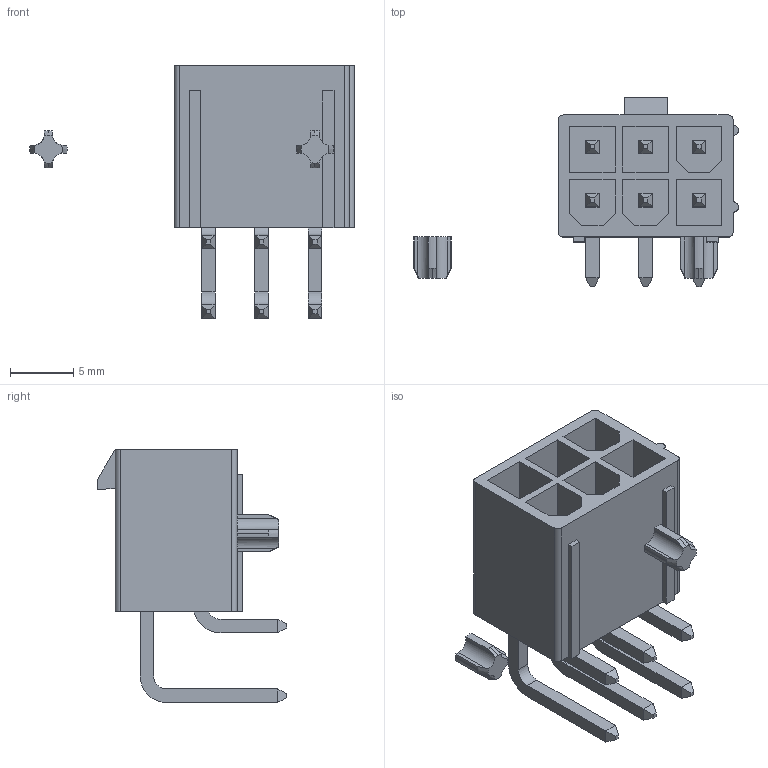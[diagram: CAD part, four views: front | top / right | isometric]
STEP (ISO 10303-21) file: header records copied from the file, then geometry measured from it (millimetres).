
FILE_DESCRIPTION(('STEP AP242'),'1');
FILE_NAME('50-36-2462.stp','2020-09-14T07:39:40',('TraceParts'),('TraceParts S.A.'),'Spatial InterOp 3D',' ',' ');
FILE_SCHEMA(('AP242_MANAGED_MODEL_BASED_3D_ENGINEERING_MIM_LF {1 0 10303 442 1 1 4}'));
Length unit declared in the file: millimetre
Products named in the file (1): 50-36-2462_1
Bounding box: 25.57 x 14.9 x 19.93 mm (x, y, z)
Volume: 1172.3 mm3; surface area: 2144.7 mm2
Topology: 2 solids, 2 shells, 243 faces, 629 edges, 424 vertices
Faces by surface type: plane 191, cylinder 40, cone 12
Entity records: 7383 total; most frequent: CARTESIAN_POINT 1395, ORIENTED_EDGE 1226, DIRECTION 1203, EDGE_CURVE 613, LINE 483, VECTOR 483, VERTEX_POINT 392, AXIS2_PLACEMENT_3D 360
